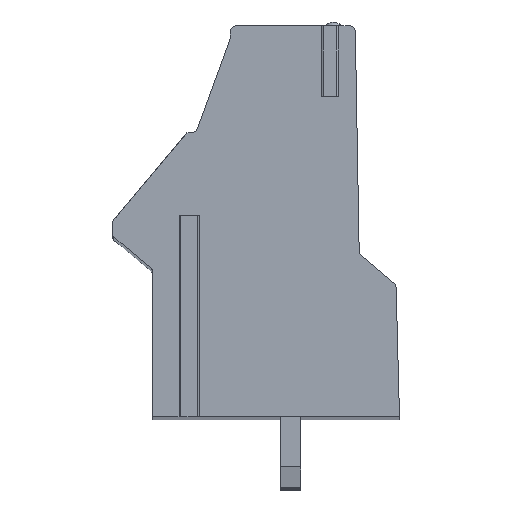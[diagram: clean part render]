
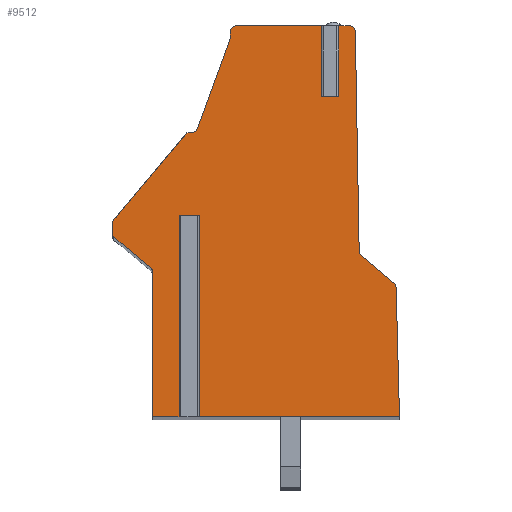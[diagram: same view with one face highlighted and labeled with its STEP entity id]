
A CAD part, top view. The second image highlights one B-rep face of the part: STEP entity #9512.
In plain terms, the highlighted planar face has unit normal (0, 0, 1).
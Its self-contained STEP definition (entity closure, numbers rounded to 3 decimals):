
#13=DIRECTION('',(-1.,0.,0.));
#14=VECTOR('',#13,0.55);
#15=CARTESIAN_POINT('',(3.708,6.127,83.82));
#16=LINE('',#15,#14);
#17=DIRECTION('',(0.,-1.,0.));
#18=VECTOR('',#17,3.5);
#19=CARTESIAN_POINT('',(3.708,9.627,83.82));
#20=LINE('',#19,#18);
#21=DIRECTION('',(-1.,0.,0.));
#22=VECTOR('',#21,0.682);
#23=CARTESIAN_POINT('',(4.39,9.627,83.82));
#24=LINE('',#23,#22);
#25=CARTESIAN_POINT('',(4.39,9.327,83.82));
#26=DIRECTION('',(0.,0.,1.));
#27=DIRECTION('',(1.,0.017,0.));
#28=AXIS2_PLACEMENT_3D('',#25,#26,#27);
#30=DIRECTION('',(-0.017,1.,0.));
#31=VECTOR('',#30,10.885);
#32=CARTESIAN_POINT('',(4.88,-1.552,83.82));
#33=LINE('',#32,#31);
#34=CARTESIAN_POINT('',(5.18,-1.546,83.82));
#35=DIRECTION('',(0.,0.,-1.));
#36=DIRECTION('',(-0.643,-0.766,0.));
#37=AXIS2_PLACEMENT_3D('',#34,#35,#36);
#39=DIRECTION('',(-0.766,0.643,0.));
#40=VECTOR('',#39,2.116);
#41=CARTESIAN_POINT('',(6.608,-3.137,83.82));
#42=LINE('',#41,#40);
#43=CARTESIAN_POINT('',(6.415,-3.366,83.82));
#44=DIRECTION('',(0.,0.,1.));
#45=DIRECTION('',(1.,0.029,0.));
#46=AXIS2_PLACEMENT_3D('',#43,#44,#45);
#48=DIRECTION('',(-0.026,1.,0.));
#49=VECTOR('',#48,6.418);
#50=CARTESIAN_POINT('',(6.883,-9.773,83.82));
#51=LINE('',#50,#49);
#52=DIRECTION('',(1.,0.,0.));
#53=VECTOR('',#52,9.952);
#54=CARTESIAN_POINT('',(-3.069,-9.773,83.82));
#55=LINE('',#54,#53);
#56=DIRECTION('',(0.,-1.,0.));
#57=VECTOR('',#56,10.);
#58=CARTESIAN_POINT('',(-3.069,0.227,83.82));
#59=LINE('',#58,#57);
#60=DIRECTION('',(-1.,0.,0.));
#61=VECTOR('',#60,0.996);
#62=CARTESIAN_POINT('',(-3.069,0.227,83.82));
#63=LINE('',#62,#61);
#64=DIRECTION('',(0.,-1.,0.));
#65=VECTOR('',#64,10.);
#66=CARTESIAN_POINT('',(-4.065,0.227,83.82));
#67=LINE('',#66,#65);
#68=DIRECTION('',(1.,0.,0.));
#69=VECTOR('',#68,1.302);
#70=CARTESIAN_POINT('',(-5.367,-9.773,83.82));
#71=LINE('',#70,#69);
#72=DIRECTION('',(0.,-1.,0.));
#73=VECTOR('',#72,7.198);
#74=CARTESIAN_POINT('',(-5.367,-2.576,83.82));
#75=LINE('',#74,#73);
#76=CARTESIAN_POINT('',(-5.567,-2.576,83.82));
#77=DIRECTION('',(0.,0.,-1.));
#78=DIRECTION('',(0.643,0.766,0.));
#79=AXIS2_PLACEMENT_3D('',#76,#77,#78);
#81=DIRECTION('',(0.766,-0.643,0.));
#82=VECTOR('',#81,2.424);
#83=CARTESIAN_POINT('',(-7.295,-0.864,83.82));
#84=LINE('',#83,#82);
#85=CARTESIAN_POINT('',(-7.167,-0.711,83.82));
#86=DIRECTION('',(0.,0.,1.));
#87=DIRECTION('',(-1.,0.,0.));
#88=AXIS2_PLACEMENT_3D('',#85,#86,#87);
#90=DIRECTION('',(0.,-1.,0.));
#91=VECTOR('',#90,0.52);
#92=CARTESIAN_POINT('',(-7.367,-0.191,83.82));
#93=LINE('',#92,#91);
#94=CARTESIAN_POINT('',(-7.067,-0.191,83.82));
#95=DIRECTION('',(0.,0.,1.));
#96=DIRECTION('',(-0.766,0.643,0.));
#97=AXIS2_PLACEMENT_3D('',#94,#95,#96);
#99=DIRECTION('',(-0.643,-0.766,0.));
#100=VECTOR('',#99,5.645);
#101=CARTESIAN_POINT('',(-3.668,4.327,83.82));
#102=LINE('',#101,#100);
#103=DIRECTION('',(-1.,0.,0.));
#104=VECTOR('',#103,0.236);
#105=CARTESIAN_POINT('',(-3.432,4.327,83.82));
#106=LINE('',#105,#104);
#107=CARTESIAN_POINT('',(-3.432,4.627,83.82));
#108=DIRECTION('',(0.,0.,-1.));
#109=DIRECTION('',(0.94,-0.342,0.));
#110=AXIS2_PLACEMENT_3D('',#107,#108,#109);
#112=DIRECTION('',(-0.342,-0.94,0.));
#113=VECTOR('',#112,4.782);
#114=CARTESIAN_POINT('',(-1.515,9.018,83.82));
#115=LINE('',#114,#113);
#116=DIRECTION('',(0.,-1.,0.));
#117=VECTOR('',#116,0.309);
#118=CARTESIAN_POINT('',(-1.515,9.327,83.82));
#119=LINE('',#118,#117);
#120=CARTESIAN_POINT('',(-1.215,9.327,83.82));
#121=DIRECTION('',(0.,0.,1.));
#122=DIRECTION('',(0.,1.,0.));
#123=AXIS2_PLACEMENT_3D('',#120,#121,#122);
#125=DIRECTION('',(-1.,0.,0.));
#126=VECTOR('',#125,4.373);
#127=CARTESIAN_POINT('',(3.158,9.627,83.82));
#128=LINE('',#127,#126);
#129=DIRECTION('',(0.,-1.,0.));
#130=VECTOR('',#129,3.5);
#131=CARTESIAN_POINT('',(3.158,9.627,83.82));
#132=LINE('',#131,#130);
#7433=CARTESIAN_POINT('',(6.883,-9.773,83.82));
#7434=CARTESIAN_POINT('',(6.715,-3.358,83.82));
#7435=VERTEX_POINT('',#7433);
#7436=VERTEX_POINT('',#7434);
#7437=CARTESIAN_POINT('',(6.608,-3.137,83.82));
#7438=VERTEX_POINT('',#7437);
#7439=CARTESIAN_POINT('',(4.987,-1.776,83.82));
#7440=VERTEX_POINT('',#7439);
#7441=CARTESIAN_POINT('',(4.88,-1.552,83.82));
#7442=VERTEX_POINT('',#7441);
#7443=CARTESIAN_POINT('',(4.69,9.332,83.82));
#7444=VERTEX_POINT('',#7443);
#7445=CARTESIAN_POINT('',(4.39,9.627,83.82));
#7446=VERTEX_POINT('',#7445);
#7447=CARTESIAN_POINT('',(-1.215,9.627,83.82));
#7448=CARTESIAN_POINT('',(-1.515,9.327,83.82));
#7449=VERTEX_POINT('',#7447);
#7450=VERTEX_POINT('',#7448);
#7451=CARTESIAN_POINT('',(-1.515,9.018,83.82));
#7452=VERTEX_POINT('',#7451);
#7453=CARTESIAN_POINT('',(-3.15,4.524,83.82));
#7454=VERTEX_POINT('',#7453);
#7455=CARTESIAN_POINT('',(-3.432,4.327,83.82));
#7456=VERTEX_POINT('',#7455);
#7457=CARTESIAN_POINT('',(-3.668,4.327,83.82));
#7458=VERTEX_POINT('',#7457);
#7459=CARTESIAN_POINT('',(-7.297,0.002,83.82));
#7460=VERTEX_POINT('',#7459);
#7461=CARTESIAN_POINT('',(-7.367,-0.191,83.82));
#7462=VERTEX_POINT('',#7461);
#7463=CARTESIAN_POINT('',(-7.367,-0.711,83.82));
#7464=VERTEX_POINT('',#7463);
#7465=CARTESIAN_POINT('',(-7.295,-0.864,83.82));
#7466=VERTEX_POINT('',#7465);
#7467=CARTESIAN_POINT('',(-5.438,-2.422,83.82));
#7468=VERTEX_POINT('',#7467);
#7469=CARTESIAN_POINT('',(-5.367,-2.576,83.82));
#7470=VERTEX_POINT('',#7469);
#7471=CARTESIAN_POINT('',(-5.367,-9.773,83.82));
#7472=VERTEX_POINT('',#7471);
#7573=CARTESIAN_POINT('',(-3.069,0.227,83.82));
#7574=CARTESIAN_POINT('',(-4.065,0.227,83.82));
#7575=VERTEX_POINT('',#7573);
#7576=VERTEX_POINT('',#7574);
#7577=CARTESIAN_POINT('',(-3.069,-9.773,83.82));
#7578=VERTEX_POINT('',#7577);
#7579=CARTESIAN_POINT('',(-4.065,-9.773,83.82));
#7580=VERTEX_POINT('',#7579);
#7617=CARTESIAN_POINT('',(3.708,6.127,83.82));
#7618=CARTESIAN_POINT('',(3.158,6.127,83.82));
#7619=VERTEX_POINT('',#7617);
#7620=VERTEX_POINT('',#7618);
#7621=CARTESIAN_POINT('',(3.158,9.627,83.82));
#7622=VERTEX_POINT('',#7621);
#7623=CARTESIAN_POINT('',(3.708,9.627,83.82));
#7624=VERTEX_POINT('',#7623);
#9449=CARTESIAN_POINT('',(0.,0.,83.82));
#9450=DIRECTION('',(0.,0.,1.));
#9451=DIRECTION('',(1.,0.,0.));
#9452=AXIS2_PLACEMENT_3D('',#9449,#9450,#9451);
#9453=PLANE('',#9452);
#9455=ORIENTED_EDGE('',*,*,#9454,.F.);
#9457=ORIENTED_EDGE('',*,*,#9456,.F.);
#9459=ORIENTED_EDGE('',*,*,#9458,.F.);
#9461=ORIENTED_EDGE('',*,*,#9460,.F.);
#9463=ORIENTED_EDGE('',*,*,#9462,.F.);
#9465=ORIENTED_EDGE('',*,*,#9464,.F.);
#9467=ORIENTED_EDGE('',*,*,#9466,.F.);
#9469=ORIENTED_EDGE('',*,*,#9468,.F.);
#9471=ORIENTED_EDGE('',*,*,#9470,.F.);
#9473=ORIENTED_EDGE('',*,*,#9472,.F.);
#9475=ORIENTED_EDGE('',*,*,#9474,.F.);
#9477=ORIENTED_EDGE('',*,*,#9476,.T.);
#9479=ORIENTED_EDGE('',*,*,#9478,.T.);
#9481=ORIENTED_EDGE('',*,*,#9480,.F.);
#9483=ORIENTED_EDGE('',*,*,#9482,.F.);
#9485=ORIENTED_EDGE('',*,*,#9484,.F.);
#9487=ORIENTED_EDGE('',*,*,#9486,.F.);
#9489=ORIENTED_EDGE('',*,*,#9488,.F.);
#9491=ORIENTED_EDGE('',*,*,#9490,.F.);
#9493=ORIENTED_EDGE('',*,*,#9492,.F.);
#9495=ORIENTED_EDGE('',*,*,#9494,.F.);
#9497=ORIENTED_EDGE('',*,*,#9496,.F.);
#9499=ORIENTED_EDGE('',*,*,#9498,.F.);
#9501=ORIENTED_EDGE('',*,*,#9500,.F.);
#9503=ORIENTED_EDGE('',*,*,#9502,.F.);
#9505=ORIENTED_EDGE('',*,*,#9504,.F.);
#9507=ORIENTED_EDGE('',*,*,#9506,.F.);
#9509=ORIENTED_EDGE('',*,*,#9508,.T.);
#9510=EDGE_LOOP('',(#9455,#9457,#9459,#9461,#9463,#9465,#9467,#9469,#9471,#9473,
#9475,#9477,#9479,#9481,#9483,#9485,#9487,#9489,#9491,#9493,#9495,#9497,#9499,
#9501,#9503,#9505,#9507,#9509));
#9511=FACE_OUTER_BOUND('',#9510,.F.);
#29=CIRCLE('',#28,0.3);
#38=CIRCLE('',#37,0.3);
#47=CIRCLE('',#46,0.3);
#80=CIRCLE('',#79,0.2);
#89=CIRCLE('',#88,0.2);
#98=CIRCLE('',#97,0.3);
#111=CIRCLE('',#110,0.3);
#124=CIRCLE('',#123,0.3);
#9454=EDGE_CURVE('',#7619,#7620,#16,.T.);
#9456=EDGE_CURVE('',#7624,#7619,#20,.T.);
#9458=EDGE_CURVE('',#7446,#7624,#24,.T.);
#9460=EDGE_CURVE('',#7444,#7446,#29,.T.);
#9462=EDGE_CURVE('',#7442,#7444,#33,.T.);
#9464=EDGE_CURVE('',#7440,#7442,#38,.T.);
#9466=EDGE_CURVE('',#7438,#7440,#42,.T.);
#9468=EDGE_CURVE('',#7436,#7438,#47,.T.);
#9470=EDGE_CURVE('',#7435,#7436,#51,.T.);
#9472=EDGE_CURVE('',#7578,#7435,#55,.T.);
#9474=EDGE_CURVE('',#7575,#7578,#59,.T.);
#9476=EDGE_CURVE('',#7575,#7576,#63,.T.);
#9478=EDGE_CURVE('',#7576,#7580,#67,.T.);
#9480=EDGE_CURVE('',#7472,#7580,#71,.T.);
#9482=EDGE_CURVE('',#7470,#7472,#75,.T.);
#9484=EDGE_CURVE('',#7468,#7470,#80,.T.);
#9486=EDGE_CURVE('',#7466,#7468,#84,.T.);
#9488=EDGE_CURVE('',#7464,#7466,#89,.T.);
#9490=EDGE_CURVE('',#7462,#7464,#93,.T.);
#9492=EDGE_CURVE('',#7460,#7462,#98,.T.);
#9494=EDGE_CURVE('',#7458,#7460,#102,.T.);
#9496=EDGE_CURVE('',#7456,#7458,#106,.T.);
#9498=EDGE_CURVE('',#7454,#7456,#111,.T.);
#9500=EDGE_CURVE('',#7452,#7454,#115,.T.);
#9502=EDGE_CURVE('',#7450,#7452,#119,.T.);
#9504=EDGE_CURVE('',#7449,#7450,#124,.T.);
#9506=EDGE_CURVE('',#7622,#7449,#128,.T.);
#9508=EDGE_CURVE('',#7622,#7620,#132,.T.);
#9512=ADVANCED_FACE('',(#9511),#9453,.T.);
